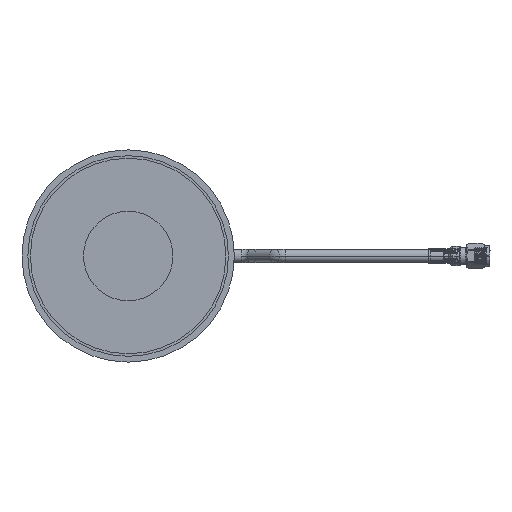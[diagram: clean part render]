
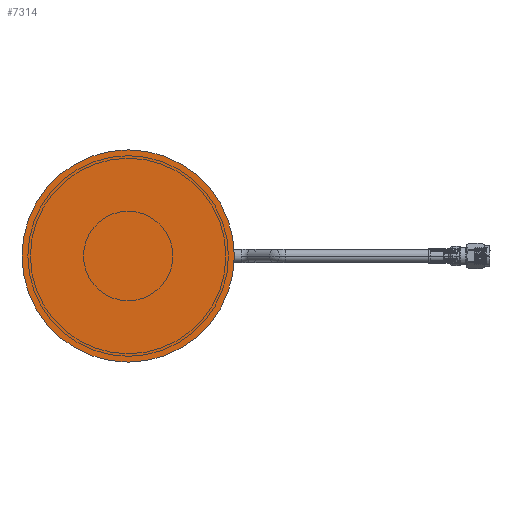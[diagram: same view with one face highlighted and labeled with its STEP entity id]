
A CAD part, front view. The second image highlights one B-rep face of the part: STEP entity #7314.
In plain terms, the highlighted planar face has unit normal (0, -1, 0).
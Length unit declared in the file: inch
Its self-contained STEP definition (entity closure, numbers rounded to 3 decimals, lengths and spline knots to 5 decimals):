
#116 = VERTEX_POINT ( 'NONE', #6275 ) ;
#172 = CARTESIAN_POINT ( 'NONE',  ( 0., -0.00984, -1.49606 ) ) ;
#456 = CIRCLE ( 'NONE', #12120, 1.49606 ) ;
#3614 = AXIS2_PLACEMENT_3D ( 'NONE', #11391, #5364, #16549 ) ;
#5195 = PLANE ( 'NONE',  #3614 ) ;
#5364 = DIRECTION ( 'NONE',  ( 0., 1., 0. ) ) ;
#5921 = CIRCLE ( 'NONE', #13322, 1.49606 ) ;
#6121 = EDGE_LOOP ( 'NONE', ( #15477, #7830 ) ) ;
#6275 = CARTESIAN_POINT ( 'NONE',  ( 0., -0.00984, 1.49606 ) ) ;
#7314 = ADVANCED_FACE ( 'NONE', ( #17385 ), #5195, .F. ) ;
#7830 = ORIENTED_EDGE ( 'NONE', *, *, #12534, .F. ) ;
#8140 = DIRECTION ( 'NONE',  ( 0., 0., -1. ) ) ;
#11391 = CARTESIAN_POINT ( 'NONE',  ( 0., -0.00984, 0. ) ) ;
#12120 = AXIS2_PLACEMENT_3D ( 'NONE', #17310, #15977, #14803 ) ;
#12402 = CARTESIAN_POINT ( 'NONE',  ( 0., -0.00984, 0. ) ) ;
#12534 = EDGE_CURVE ( 'NONE', #116, #13048, #456, .T. ) ;
#13048 = VERTEX_POINT ( 'NONE', #172 ) ;
#13322 = AXIS2_PLACEMENT_3D ( 'NONE', #12402, #16306, #8140 ) ;
#14803 = DIRECTION ( 'NONE',  ( 0., 0., -1. ) ) ;
#15477 = ORIENTED_EDGE ( 'NONE', *, *, #17175, .F. ) ;
#15977 = DIRECTION ( 'NONE',  ( 0., 1., 0. ) ) ;
#16306 = DIRECTION ( 'NONE',  ( 0., 1., 0. ) ) ;
#16549 = DIRECTION ( 'NONE',  ( 0., 0., 1. ) ) ;
#17175 = EDGE_CURVE ( 'NONE', #13048, #116, #5921, .T. ) ;
#17310 = CARTESIAN_POINT ( 'NONE',  ( 0., -0.00984, 0. ) ) ;
#17385 = FACE_OUTER_BOUND ( 'NONE', #6121, .T. ) ;
